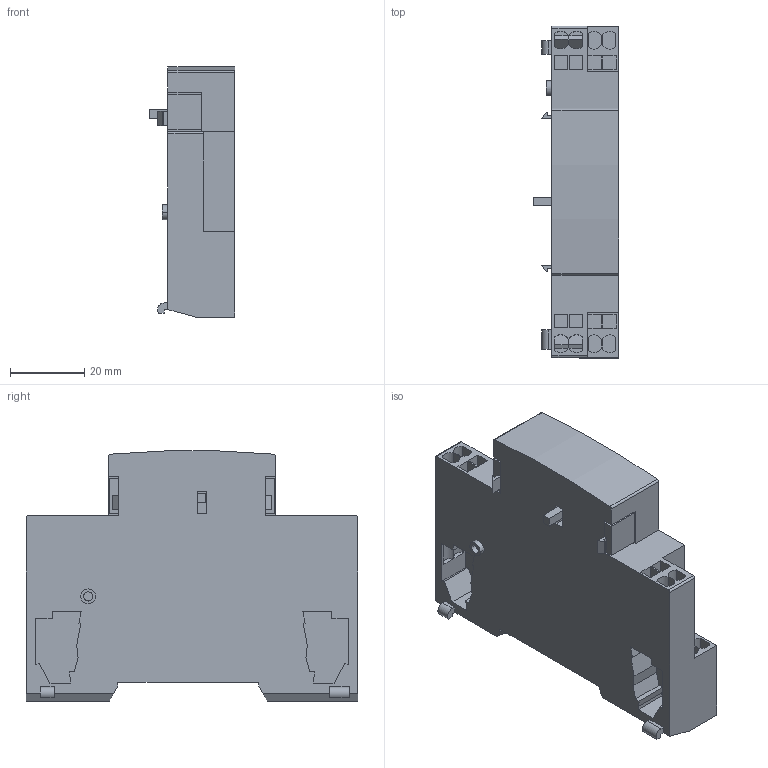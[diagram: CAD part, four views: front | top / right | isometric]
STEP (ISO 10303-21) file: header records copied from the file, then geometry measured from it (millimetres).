
FILE_DESCRIPTION(('STEP AP214'),'1');
FILE_NAME('cctmp_C9294837-D0A9-419B-A64A-A1DE6437218C_2023_07_21_11_34_41_0015..stp','2023-07-21T09:34:41',('SIEMENS A&D'),('CADClick - www.CADClick.com'),'Spatial InterOp 3D postprocessed',' ','unknown authorization');
FILE_SCHEMA(('AUTOMOTIVE_DESIGN'));
Length unit declared in the file: millimetre
Products named in the file (1): 2023_07_21_11_34_40_0984
Bounding box: 23 x 89.4 x 67.39 mm (x, y, z)
Volume: 77263.3 mm3; surface area: 21520.7 mm2
Topology: 1 solids, 1 shells, 196 faces, 538 edges, 356 vertices
Faces by surface type: plane 169, cylinder 27
Entity records: 6780 total; most frequent: CARTESIAN_POINT 1091, ORIENTED_EDGE 1076, DIRECTION 990, EDGE_CURVE 538, LINE 480, VECTOR 480, VERTEX_POINT 356, AXIS2_PLACEMENT_3D 255
